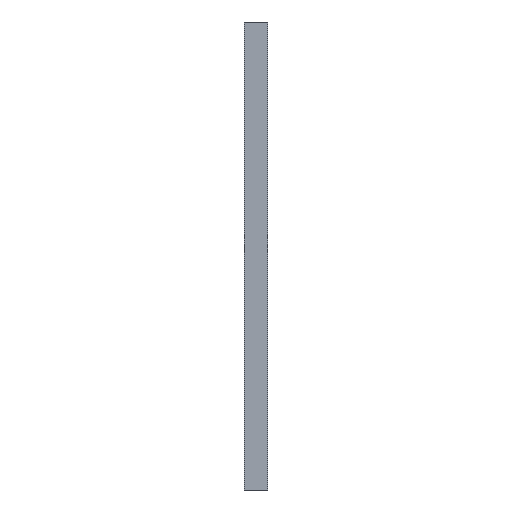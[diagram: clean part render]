
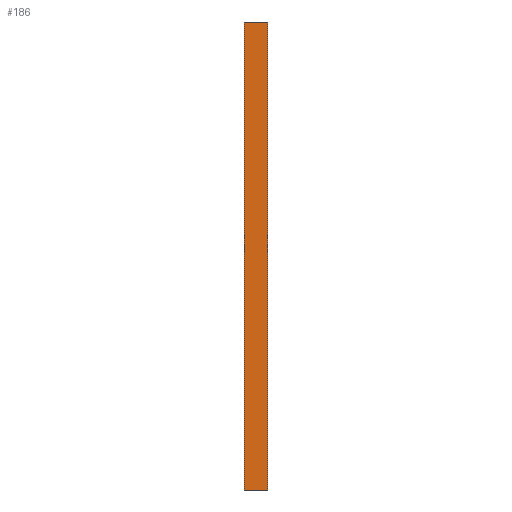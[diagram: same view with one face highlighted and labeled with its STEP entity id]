
A CAD part, left-side view. The second image highlights one B-rep face of the part: STEP entity #186.
In plain terms, the highlighted planar face has unit normal (-1, 0, 0).
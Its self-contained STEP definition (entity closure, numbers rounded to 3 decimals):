
#20 = CARTESIAN_POINT ( 'NONE',  ( -66.675, 0., -20.25 ) ) ;
#36 = DIRECTION ( 'NONE',  ( 0., 1., 0. ) ) ;
#44 = CARTESIAN_POINT ( 'NONE',  ( -66.675, -2., 20.25 ) ) ;
#58 = DIRECTION ( 'NONE',  ( 0., 0., 1. ) ) ;
#63 = FACE_OUTER_BOUND ( 'NONE', #199, .T. ) ;
#75 = VERTEX_POINT ( 'NONE', #20 ) ;
#116 = AXIS2_PLACEMENT_3D ( 'NONE', #120, #1730, #58 ) ;
#120 = CARTESIAN_POINT ( 'NONE',  ( -66.675, -2., -20.25 ) ) ;
#178 = VECTOR ( 'NONE', #36, 1000. ) ;
#186 = ADVANCED_FACE ( 'NONE', ( #63 ), #1330, .T. ) ;
#199 = EDGE_LOOP ( 'NONE', ( #308, #1205, #1220, #444 ) ) ;
#308 = ORIENTED_EDGE ( 'NONE', *, *, #742, .F. ) ;
#345 = VECTOR ( 'NONE', #950, 1000. ) ;
#359 = LINE ( 'NONE', #1048, #1703 ) ;
#366 = VERTEX_POINT ( 'NONE', #1113 ) ;
#371 = DIRECTION ( 'NONE',  ( 0., 0., 1. ) ) ;
#444 = ORIENTED_EDGE ( 'NONE', *, *, #851, .T. ) ;
#490 = LINE ( 'NONE', #44, #178 ) ;
#686 = VECTOR ( 'NONE', #1244, 1000. ) ;
#742 = EDGE_CURVE ( 'NONE', #75, #1501, #1105, .T. ) ;
#787 = CARTESIAN_POINT ( 'NONE',  ( -66.675, -2., -20.25 ) ) ;
#851 = EDGE_CURVE ( 'NONE', #366, #1501, #490, .T. ) ;
#936 = EDGE_CURVE ( 'NONE', #1041, #366, #359, .T. ) ;
#950 = DIRECTION ( 'NONE',  ( 0., 0., 1. ) ) ;
#977 = CARTESIAN_POINT ( 'NONE',  ( -66.675, -2., -20.25 ) ) ;
#1041 = VERTEX_POINT ( 'NONE', #787 ) ;
#1048 = CARTESIAN_POINT ( 'NONE',  ( -66.675, -2., -20.25 ) ) ;
#1050 = LINE ( 'NONE', #977, #686 ) ;
#1105 = LINE ( 'NONE', #1483, #345 ) ;
#1113 = CARTESIAN_POINT ( 'NONE',  ( -66.675, -2., 20.25 ) ) ;
#1205 = ORIENTED_EDGE ( 'NONE', *, *, #1478, .F. ) ;
#1220 = ORIENTED_EDGE ( 'NONE', *, *, #936, .T. ) ;
#1244 = DIRECTION ( 'NONE',  ( 0., 1., 0. ) ) ;
#1330 = PLANE ( 'NONE',  #116 ) ;
#1478 = EDGE_CURVE ( 'NONE', #1041, #75, #1050, .T. ) ;
#1483 = CARTESIAN_POINT ( 'NONE',  ( -66.675, 0., -20.25 ) ) ;
#1501 = VERTEX_POINT ( 'NONE', #1520 ) ;
#1520 = CARTESIAN_POINT ( 'NONE',  ( -66.675, 0., 20.25 ) ) ;
#1703 = VECTOR ( 'NONE', #371, 1000. ) ;
#1730 = DIRECTION ( 'NONE',  ( -1., 0., 0. ) ) ;
